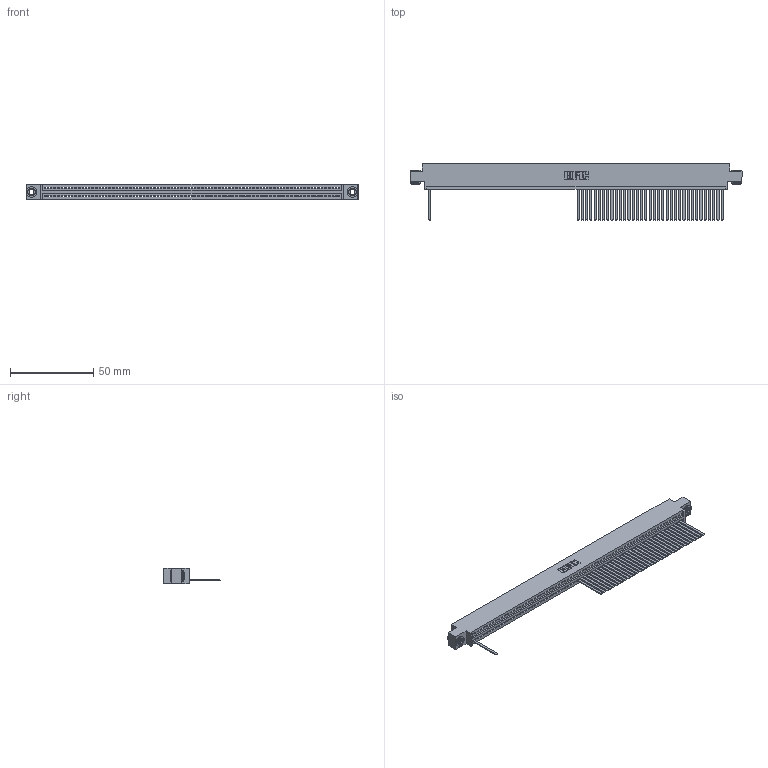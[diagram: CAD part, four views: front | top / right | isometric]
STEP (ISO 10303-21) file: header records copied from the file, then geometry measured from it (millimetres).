
FILE_DESCRIPTION (( 'STEP AP203' ), '1' );
FILE_NAME ('395-070-544-603.STEP', '2018-11-26T23:33:35', ( '' ), ( '' ), 'SwSTEP 2.0', 'SolidWorks 2016', '' );
FILE_SCHEMA (( 'CONFIG_CONTROL_DESIGN' ));
Length unit declared in the file: inch
Products named in the file (4): 395-070-544-603; 345 Part_0.170 Offset - 0.156 Dia-TH; 345-250-002_345-250-002-102; 345-292-001_345-293-144
Assembly tree (39 placements, depth 2):
  395-070-544-603
    345 Part_0.170 Offset - 0.156 Dia-TH
    345-292-001_345-293-144  x36
    345-250-002_345-250-002-102  x2
Bounding box: 199.01 x 33.96 x 9.4 mm (x, y, z)
Volume: 19065 mm3; surface area: 25241.4 mm2
Topology: 39 solids, 39 shells, 2584 faces, 7953 edges, 5250 vertices
Faces by surface type: plane 1866, cylinder 710, cone 8
Entity records: 48424 total; most frequent: ORIENTED_EDGE 8550, CARTESIAN_POINT 8519, DIRECTION 7389, EDGE_CURVE 4275, LINE 3843, VECTOR 3843, VERTEX_POINT 2846, AXIS2_PLACEMENT_3D 1773
